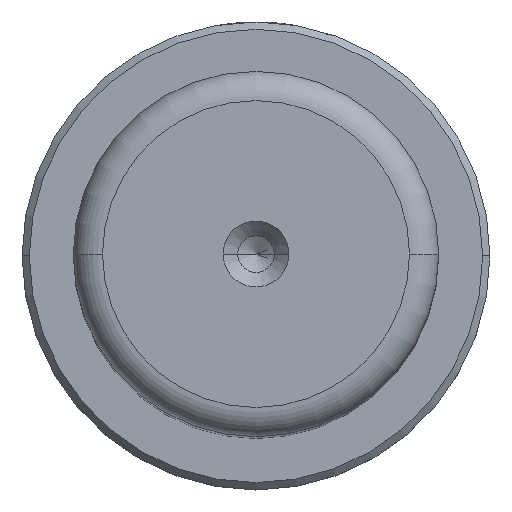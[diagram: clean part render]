
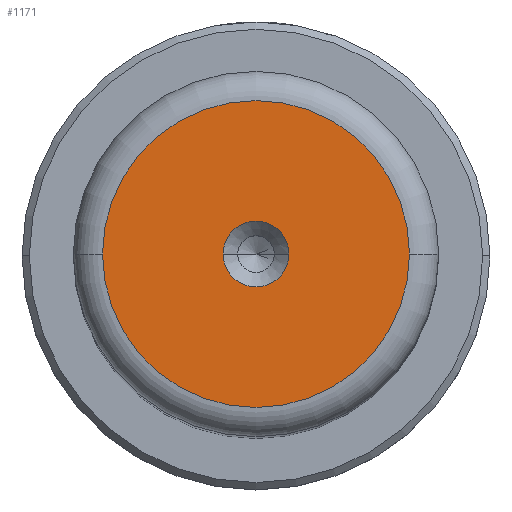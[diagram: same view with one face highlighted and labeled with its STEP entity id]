
A CAD part, top view. The second image highlights one B-rep face of the part: STEP entity #1171.
In plain terms, the highlighted planar face has unit normal (0, 0, 1).
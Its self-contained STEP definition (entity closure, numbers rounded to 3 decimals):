
#6 = DIRECTION ( 'NONE',  ( 0., 0., 1. ) ) ;
#56 = DIRECTION ( 'NONE',  ( 1., 0., 0. ) ) ;
#66 = AXIS2_PLACEMENT_3D ( 'NONE', #1471, #506, #1618 ) ;
#134 = EDGE_CURVE ( 'NONE', #575, #1261, #522, .T. ) ;
#197 = CARTESIAN_POINT ( 'NONE',  ( 0., 0., 96. ) ) ;
#290 = CIRCLE ( 'NONE', #898, 10.495 ) ;
#322 = VERTEX_POINT ( 'NONE', #517 ) ;
#357 = DIRECTION ( 'NONE',  ( 1., 0., 0. ) ) ;
#469 = ORIENTED_EDGE ( 'NONE', *, *, #134, .T. ) ;
#506 = DIRECTION ( 'NONE',  ( 0., 0., 1. ) ) ;
#516 = AXIS2_PLACEMENT_3D ( 'NONE', #197, #1329, #357 ) ;
#517 = CARTESIAN_POINT ( 'NONE',  ( 2.25, 0., 96. ) ) ;
#522 = CIRCLE ( 'NONE', #66, 10.495 ) ;
#547 = CARTESIAN_POINT ( 'NONE',  ( 0., 0., 96. ) ) ;
#575 = VERTEX_POINT ( 'NONE', #1006 ) ;
#651 = EDGE_CURVE ( 'NONE', #1261, #575, #290, .T. ) ;
#697 = CARTESIAN_POINT ( 'NONE',  ( 0., 0., 96. ) ) ;
#701 = CIRCLE ( 'NONE', #516, 2.25 ) ;
#710 = DIRECTION ( 'NONE',  ( 1., 0., 0. ) ) ;
#824 = CARTESIAN_POINT ( 'NONE',  ( -2.25, 0., 96. ) ) ;
#882 = EDGE_CURVE ( 'NONE', #911, #322, #1114, .T. ) ;
#898 = AXIS2_PLACEMENT_3D ( 'NONE', #547, #1657, #710 ) ;
#911 = VERTEX_POINT ( 'NONE', #824 ) ;
#959 = AXIS2_PLACEMENT_3D ( 'NONE', #976, #6, #1140 ) ;
#976 = CARTESIAN_POINT ( 'NONE',  ( 0., 0., 96. ) ) ;
#977 = ORIENTED_EDGE ( 'NONE', *, *, #882, .F. ) ;
#1006 = CARTESIAN_POINT ( 'NONE',  ( 10.495, 0., 96. ) ) ;
#1020 = EDGE_LOOP ( 'NONE', ( #1230, #977 ) ) ;
#1044 = ORIENTED_EDGE ( 'NONE', *, *, #651, .T. ) ;
#1060 = FACE_BOUND ( 'NONE', #1020, .T. ) ;
#1114 = CIRCLE ( 'NONE', #959, 2.25 ) ;
#1140 = DIRECTION ( 'NONE',  ( 1., 0., 0. ) ) ;
#1171 = ADVANCED_FACE ( 'NONE', ( #1060, #1797 ), #1963, .T. ) ;
#1230 = ORIENTED_EDGE ( 'NONE', *, *, #1753, .F. ) ;
#1261 = VERTEX_POINT ( 'NONE', #1750 ) ;
#1329 = DIRECTION ( 'NONE',  ( 0., 0., 1. ) ) ;
#1340 = DIRECTION ( 'NONE',  ( 0., 0., 1. ) ) ;
#1471 = CARTESIAN_POINT ( 'NONE',  ( 0., 0., 96. ) ) ;
#1618 = DIRECTION ( 'NONE',  ( 1., 0., 0. ) ) ;
#1657 = DIRECTION ( 'NONE',  ( 0., 0., 1. ) ) ;
#1671 = AXIS2_PLACEMENT_3D ( 'NONE', #697, #1340, #56 ) ;
#1750 = CARTESIAN_POINT ( 'NONE',  ( -10.495, 0., 96. ) ) ;
#1753 = EDGE_CURVE ( 'NONE', #322, #911, #701, .T. ) ;
#1797 = FACE_OUTER_BOUND ( 'NONE', #1802, .T. ) ;
#1802 = EDGE_LOOP ( 'NONE', ( #469, #1044 ) ) ;
#1963 = PLANE ( 'NONE',  #1671 ) ;
